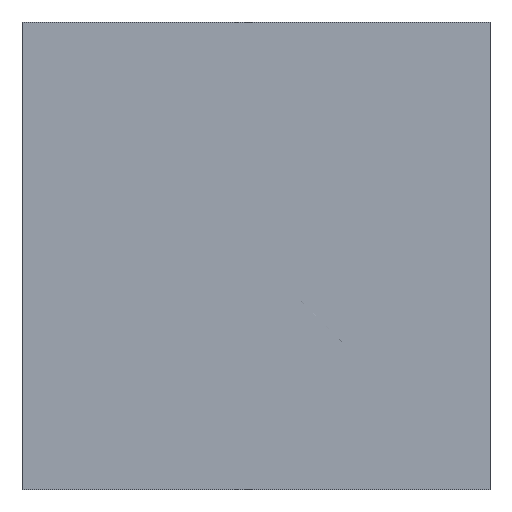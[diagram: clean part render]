
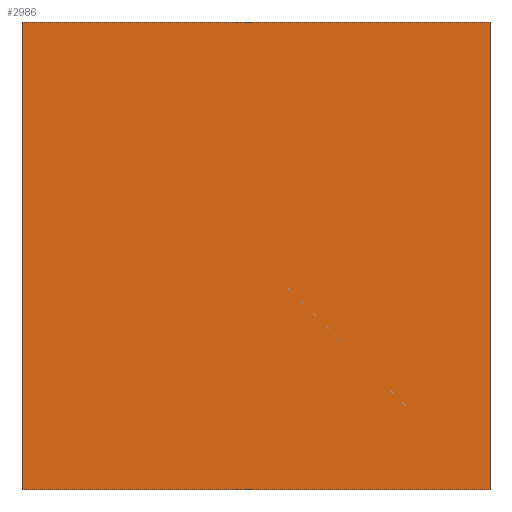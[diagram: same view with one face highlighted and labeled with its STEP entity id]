
A CAD part, front view. The second image highlights one B-rep face of the part: STEP entity #2986.
In plain terms, the highlighted planar face has unit normal (0, -1, 0).
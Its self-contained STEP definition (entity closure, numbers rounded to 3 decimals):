
#945=CARTESIAN_POINT('',(-5.114,7.207,14.));
#946=VERTEX_POINT('',#945);
#953=CARTESIAN_POINT('',(-5.114,7.207,0.0));
#954=VERTEX_POINT('',#953);
#955=CARTESIAN_POINT('',(-5.114,7.207,0.0));
#956=DIRECTION('',(0.0,0.0,1.0));
#957=VECTOR('',#956,14.);
#958=LINE('',#955,#957);
#959=EDGE_CURVE('',#954,#946,#958,.T.);
#2025=CARTESIAN_POINT('',(-19.114,7.207,0.0));
#2026=VERTEX_POINT('',#2025);
#2033=CARTESIAN_POINT('',(-19.114,7.207,14.));
#2034=VERTEX_POINT('',#2033);
#2035=CARTESIAN_POINT('',(-19.114,7.207,0.0));
#2036=DIRECTION('',(0.0,0.0,1.0));
#2037=VECTOR('',#2036,14.);
#2038=LINE('',#2035,#2037);
#2039=EDGE_CURVE('',#2026,#2034,#2038,.T.);
#2879=CARTESIAN_POINT('',(-5.114,7.207,0.0));
#2880=DIRECTION('',(-1.0,0.0,0.0));
#2881=VECTOR('',#2880,14.);
#2882=LINE('',#2879,#2881);
#2883=EDGE_CURVE('',#954,#2026,#2882,.T.);
#2970=CARTESIAN_POINT('',(-5.114,7.207,0.0));
#2971=DIRECTION('',(0.0,-1.0,0.0));
#2972=DIRECTION('',(0.0,0.0,-1.0));
#2973=AXIS2_PLACEMENT_3D('',#2970,#2971,#2972);
#2974=PLANE('',#2973);
#2975=CARTESIAN_POINT('',(-5.114,7.207,14.));
#2976=DIRECTION('',(-1.0,0.0,0.0));
#2977=VECTOR('',#2976,14.);
#2978=LINE('',#2975,#2977);
#2979=EDGE_CURVE('',#946,#2034,#2978,.T.);
#2980=ORIENTED_EDGE('',*,*,#2979,.T.);
#2981=ORIENTED_EDGE('',*,*,#2039,.F.);
#2982=ORIENTED_EDGE('',*,*,#2883,.F.);
#2983=ORIENTED_EDGE('',*,*,#959,.T.);
#2984=EDGE_LOOP('',(#2980,#2981,#2982,#2983));
#2985=FACE_OUTER_BOUND('',#2984,.T.);
#2986=ADVANCED_FACE('',(#2985),#2974,.T.);
